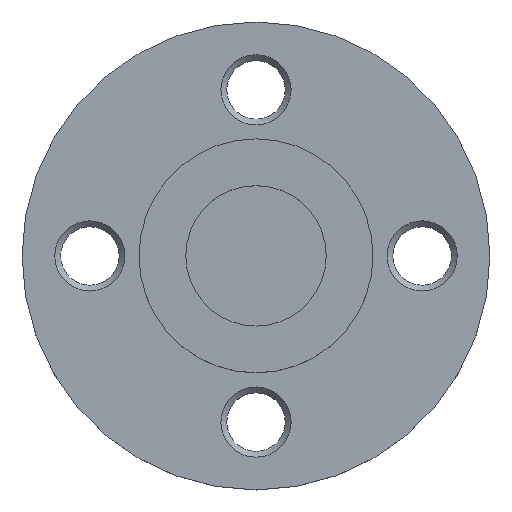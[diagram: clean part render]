
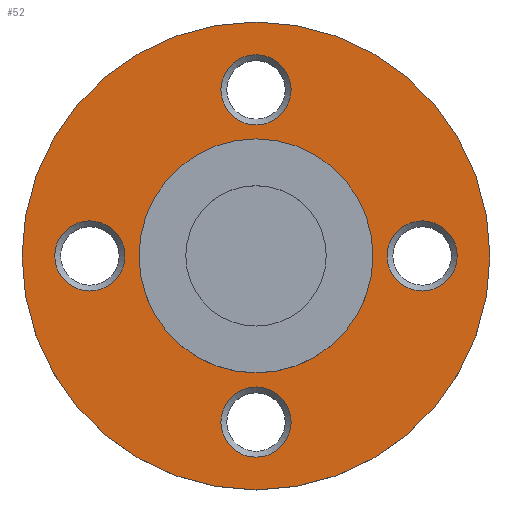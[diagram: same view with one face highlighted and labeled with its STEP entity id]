
A CAD part, top view. The second image highlights one B-rep face of the part: STEP entity #52.
In plain terms, the highlighted planar face has unit normal (0, 0, 1).
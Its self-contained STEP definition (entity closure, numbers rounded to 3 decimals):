
#52=ADVANCED_FACE('',(#80,#81,#82,#83,#84,#85),#70,.T.);
#70=PLANE('',#284);
#80=FACE_BOUND('',#123,.T.);
#81=FACE_BOUND('',#124,.T.);
#82=FACE_BOUND('',#125,.T.);
#83=FACE_BOUND('',#126,.T.);
#84=FACE_BOUND('',#127,.T.);
#85=FACE_BOUND('',#128,.T.);
#123=EDGE_LOOP('',(#167));
#124=EDGE_LOOP('',(#168));
#125=EDGE_LOOP('',(#169));
#126=EDGE_LOOP('',(#170));
#127=EDGE_LOOP('',(#171));
#128=EDGE_LOOP('',(#172));
#167=ORIENTED_EDGE('',*,*,#232,.F.);
#168=ORIENTED_EDGE('',*,*,#233,.F.);
#169=ORIENTED_EDGE('',*,*,#234,.F.);
#170=ORIENTED_EDGE('',*,*,#235,.F.);
#171=ORIENTED_EDGE('',*,*,#236,.T.);
#172=ORIENTED_EDGE('',*,*,#231,.F.);
#209=VERTEX_POINT('',#409);
#210=VERTEX_POINT('',#412);
#211=VERTEX_POINT('',#414);
#212=VERTEX_POINT('',#416);
#213=VERTEX_POINT('',#418);
#214=VERTEX_POINT('',#420);
#231=EDGE_CURVE('',#209,#209,#253,.T.);
#232=EDGE_CURVE('',#210,#210,#254,.T.);
#233=EDGE_CURVE('',#211,#211,#255,.T.);
#234=EDGE_CURVE('',#212,#212,#256,.T.);
#235=EDGE_CURVE('',#213,#213,#257,.T.);
#236=EDGE_CURVE('',#214,#214,#258,.T.);
#253=CIRCLE('',#277,10.);
#254=CIRCLE('',#279,1.5);
#255=CIRCLE('',#280,1.5);
#256=CIRCLE('',#281,1.5);
#257=CIRCLE('',#282,1.5);
#258=CIRCLE('',#283,5.);
#277=AXIS2_PLACEMENT_3D('',#408,#326,#327);
#279=AXIS2_PLACEMENT_3D('',#411,#330,#331);
#280=AXIS2_PLACEMENT_3D('',#413,#332,#333);
#281=AXIS2_PLACEMENT_3D('',#415,#334,#335);
#282=AXIS2_PLACEMENT_3D('',#417,#336,#337);
#283=AXIS2_PLACEMENT_3D('',#419,#338,#339);
#284=AXIS2_PLACEMENT_3D('',#421,#340,#341);
#326=DIRECTION('',(0.,0.,-1.));
#327=DIRECTION('',(-1.,0.,0.));
#330=DIRECTION('',(0.,0.,1.));
#331=DIRECTION('',(1.,0.,0.));
#332=DIRECTION('',(0.,0.,1.));
#333=DIRECTION('',(1.,0.,0.));
#334=DIRECTION('',(0.,0.,1.));
#335=DIRECTION('',(1.,0.,0.));
#336=DIRECTION('',(0.,0.,1.));
#337=DIRECTION('',(1.,0.,0.));
#338=DIRECTION('',(0.,0.,-1.));
#339=DIRECTION('',(-1.,0.,0.));
#340=DIRECTION('',(0.,0.,1.));
#341=DIRECTION('',(1.,0.,0.));
#408=CARTESIAN_POINT('',(0.,0.,1.8));
#409=CARTESIAN_POINT('',(-10.,0.,1.8));
#411=CARTESIAN_POINT('',(7.1,0.,1.8));
#412=CARTESIAN_POINT('',(8.6,0.,1.8));
#413=CARTESIAN_POINT('',(0.,7.1,1.8));
#414=CARTESIAN_POINT('',(1.5,7.1,1.8));
#415=CARTESIAN_POINT('',(0.,-7.1,1.8));
#416=CARTESIAN_POINT('',(1.5,-7.1,1.8));
#417=CARTESIAN_POINT('',(-7.1,0.,1.8));
#418=CARTESIAN_POINT('',(-5.6,0.,1.8));
#419=CARTESIAN_POINT('',(0.,0.,1.8));
#420=CARTESIAN_POINT('',(-5.,0.,1.8));
#421=CARTESIAN_POINT('',(10.,0.,1.8));
